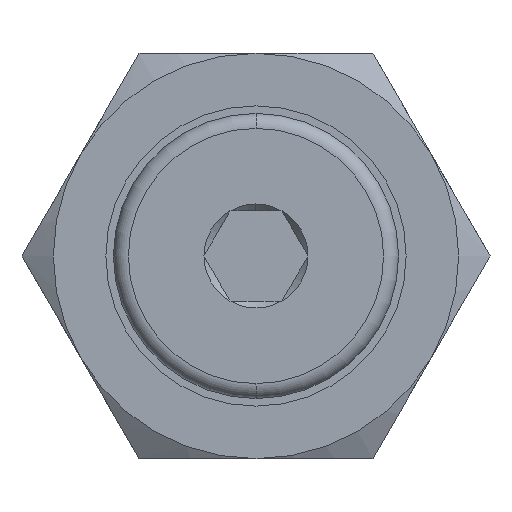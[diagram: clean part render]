
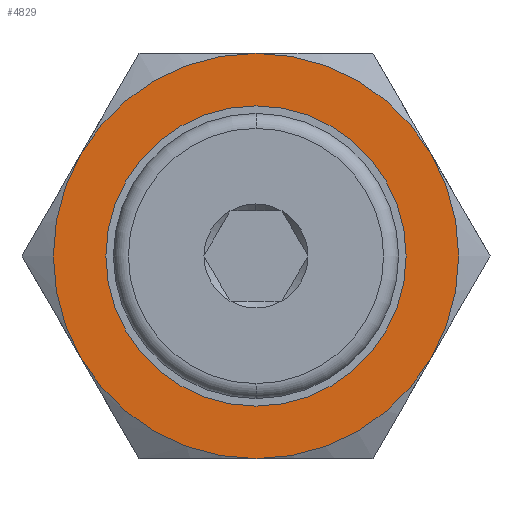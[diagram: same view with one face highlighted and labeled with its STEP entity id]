
A CAD part, left-side view. The second image highlights one B-rep face of the part: STEP entity #4829.
In plain terms, the highlighted planar face has unit normal (-1, 0, 0).
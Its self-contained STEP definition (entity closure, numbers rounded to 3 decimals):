
#7 = PLANE ( 'NONE',  #4828 ) ;
#567 = ORIENTED_EDGE ( 'NONE', *, *, #8179, .T. ) ;
#686 = CARTESIAN_POINT ( 'NONE',  ( 0., 0., 0. ) ) ;
#812 = CARTESIAN_POINT ( 'NONE',  ( 0., 0., 10. ) ) ;
#1098 = CARTESIAN_POINT ( 'NONE',  ( 0., 0., 13.5 ) ) ;
#1194 = VERTEX_POINT ( 'NONE', #7613 ) ;
#1336 = DIRECTION ( 'NONE',  ( 0., 0., 1. ) ) ;
#1496 = VERTEX_POINT ( 'NONE', #4610 ) ;
#1691 = CIRCLE ( 'NONE', #2677, 13.5 ) ;
#1942 = VERTEX_POINT ( 'NONE', #2286 ) ;
#1943 = DIRECTION ( 'NONE',  ( 0., 0., 1. ) ) ;
#2156 = ORIENTED_EDGE ( 'NONE', *, *, #5043, .T. ) ;
#2286 = CARTESIAN_POINT ( 'NONE',  ( 0., 11.691, 6.75 ) ) ;
#2311 = CARTESIAN_POINT ( 'NONE',  ( 0., -11.691, -6.75 ) ) ;
#2545 = DIRECTION ( 'NONE',  ( -1., 0., 0. ) ) ;
#2547 = CARTESIAN_POINT ( 'NONE',  ( 0., 7.794, -13.5 ) ) ;
#2611 = CIRCLE ( 'NONE', #8341, 13.5 ) ;
#2645 = EDGE_LOOP ( 'NONE', ( #5491, #7324, #2156, #4349, #567, #5711 ) ) ;
#2677 = AXIS2_PLACEMENT_3D ( 'NONE', #6831, #2849, #7480 ) ;
#2735 = CIRCLE ( 'NONE', #4245, 10. ) ;
#2849 = DIRECTION ( 'NONE',  ( -1., 0., 0. ) ) ;
#2993 = CARTESIAN_POINT ( 'NONE',  ( 0., 0., 0. ) ) ;
#3021 = EDGE_CURVE ( 'NONE', #3585, #1496, #6771, .T. ) ;
#3031 = EDGE_CURVE ( 'NONE', #5657, #6592, #6976, .T. ) ;
#3045 = CARTESIAN_POINT ( 'NONE',  ( 0., -11.691, 6.75 ) ) ;
#3117 = EDGE_CURVE ( 'NONE', #6592, #7660, #2611, .T. ) ;
#3129 = CARTESIAN_POINT ( 'NONE',  ( 0., 0., 0. ) ) ;
#3214 = DIRECTION ( 'NONE',  ( 0., 0., 1. ) ) ;
#3273 = CARTESIAN_POINT ( 'NONE',  ( 0., 0., -13.5 ) ) ;
#3360 = DIRECTION ( 'NONE',  ( -1., 0., 0. ) ) ;
#3585 = VERTEX_POINT ( 'NONE', #812 ) ;
#3601 = ORIENTED_EDGE ( 'NONE', *, *, #3998, .F. ) ;
#3664 = DIRECTION ( 'NONE',  ( 0., 0., 1. ) ) ;
#3929 = CIRCLE ( 'NONE', #6391, 13.5 ) ;
#3938 = AXIS2_PLACEMENT_3D ( 'NONE', #7041, #3944, #5326 ) ;
#3944 = DIRECTION ( 'NONE',  ( -1., 0., 0. ) ) ;
#3998 = EDGE_CURVE ( 'NONE', #1496, #3585, #2735, .T. ) ;
#4245 = AXIS2_PLACEMENT_3D ( 'NONE', #686, #5271, #1336 ) ;
#4349 = ORIENTED_EDGE ( 'NONE', *, *, #6757, .T. ) ;
#4477 = FACE_BOUND ( 'NONE', #8123, .T. ) ;
#4604 = EDGE_CURVE ( 'NONE', #7660, #1942, #1691, .T. ) ;
#4610 = CARTESIAN_POINT ( 'NONE',  ( 0., 0., -10. ) ) ;
#4658 = DIRECTION ( 'NONE',  ( 0., 0., 1. ) ) ;
#4828 = AXIS2_PLACEMENT_3D ( 'NONE', #2547, #7168, #3214 ) ;
#4829 = ADVANCED_FACE ( 'NONE', ( #5824, #4477 ), #7, .T. ) ;
#5043 = EDGE_CURVE ( 'NONE', #1942, #1194, #3929, .T. ) ;
#5191 = ORIENTED_EDGE ( 'NONE', *, *, #3021, .F. ) ;
#5271 = DIRECTION ( 'NONE',  ( -1., 0., 0. ) ) ;
#5326 = DIRECTION ( 'NONE',  ( 0., 0., 1. ) ) ;
#5491 = ORIENTED_EDGE ( 'NONE', *, *, #3117, .T. ) ;
#5657 = VERTEX_POINT ( 'NONE', #2311 ) ;
#5711 = ORIENTED_EDGE ( 'NONE', *, *, #3031, .T. ) ;
#5824 = FACE_OUTER_BOUND ( 'NONE', #2645, .T. ) ;
#5839 = DIRECTION ( 'NONE',  ( -1., 0., 0. ) ) ;
#6049 = AXIS2_PLACEMENT_3D ( 'NONE', #6517, #2545, #7166 ) ;
#6391 = AXIS2_PLACEMENT_3D ( 'NONE', #2993, #7608, #3664 ) ;
#6517 = CARTESIAN_POINT ( 'NONE',  ( 0., 0., 0. ) ) ;
#6592 = VERTEX_POINT ( 'NONE', #3045 ) ;
#6757 = EDGE_CURVE ( 'NONE', #1194, #7935, #8031, .T. ) ;
#6771 = CIRCLE ( 'NONE', #7170, 10. ) ;
#6831 = CARTESIAN_POINT ( 'NONE',  ( 0., 0., 0. ) ) ;
#6976 = CIRCLE ( 'NONE', #3938, 13.5 ) ;
#7041 = CARTESIAN_POINT ( 'NONE',  ( 0., 0., 0. ) ) ;
#7166 = DIRECTION ( 'NONE',  ( 0., 0., 1. ) ) ;
#7168 = DIRECTION ( 'NONE',  ( -1., 0., 0. ) ) ;
#7170 = AXIS2_PLACEMENT_3D ( 'NONE', #3129, #7207, #1943 ) ;
#7207 = DIRECTION ( 'NONE',  ( -1., 0., 0. ) ) ;
#7312 = CARTESIAN_POINT ( 'NONE',  ( 0., 0., 0. ) ) ;
#7324 = ORIENTED_EDGE ( 'NONE', *, *, #4604, .T. ) ;
#7354 = CARTESIAN_POINT ( 'NONE',  ( 0., 0., 0. ) ) ;
#7480 = DIRECTION ( 'NONE',  ( 0., 0., 1. ) ) ;
#7608 = DIRECTION ( 'NONE',  ( -1., 0., 0. ) ) ;
#7613 = CARTESIAN_POINT ( 'NONE',  ( 0., 11.691, -6.75 ) ) ;
#7660 = VERTEX_POINT ( 'NONE', #1098 ) ;
#7935 = VERTEX_POINT ( 'NONE', #3273 ) ;
#7984 = DIRECTION ( 'NONE',  ( 0., 0., 1. ) ) ;
#7998 = AXIS2_PLACEMENT_3D ( 'NONE', #7312, #3360, #7984 ) ;
#8031 = CIRCLE ( 'NONE', #6049, 13.5 ) ;
#8123 = EDGE_LOOP ( 'NONE', ( #5191, #3601 ) ) ;
#8171 = CIRCLE ( 'NONE', #7998, 13.5 ) ;
#8179 = EDGE_CURVE ( 'NONE', #7935, #5657, #8171, .T. ) ;
#8341 = AXIS2_PLACEMENT_3D ( 'NONE', #7354, #5839, #4658 ) ;
